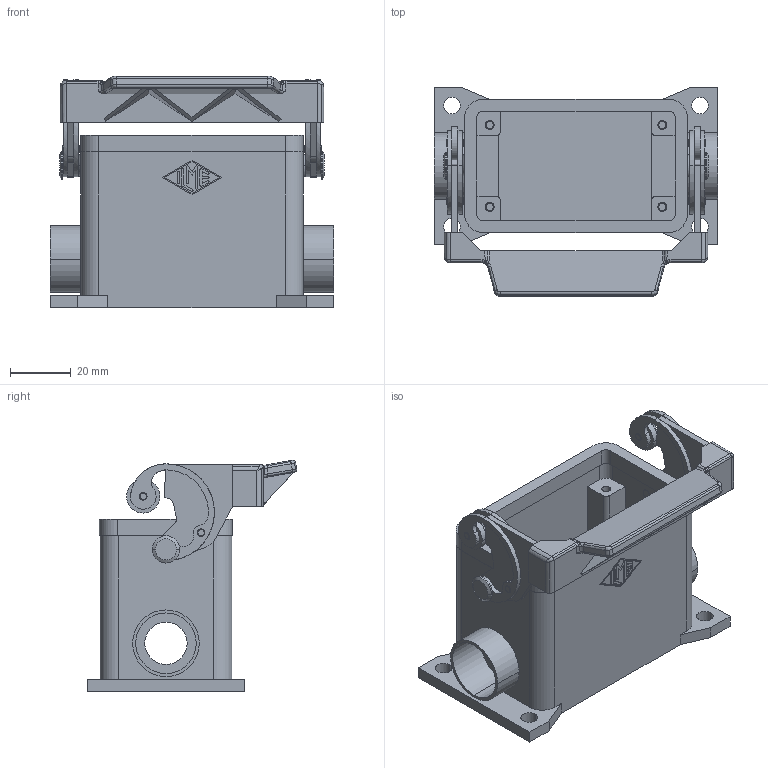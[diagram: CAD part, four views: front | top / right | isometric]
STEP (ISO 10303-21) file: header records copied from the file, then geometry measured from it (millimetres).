
FILE_DESCRIPTION((''),'2;1');
FILE_NAME('MMP 03 LS220.stp','2007-01-04T11:09:22',('gembarski'),(''),'Autodesk Inventor 7','Autodesk Inventor 7','');
FILE_SCHEMA(('AUTOMOTIVE_DESIGN { 1 0 10303 214 1 1 1 1 }'));
Length unit declared in the file: millimetre
Products named in the file (1): MMP 03 LS220
Bounding box: 93.5 x 69.2 x 76.42 mm (x, y, z)
Volume: 83265.2 mm3; surface area: 47079.9 mm2
Topology: 4 solids, 4 shells, 429 faces, 1128 edges, 734 vertices
Faces by surface type: plane 160, bspline 127, cylinder 124, torus 10, cone 4, sphere 4
Entity records: 16064 total; most frequent: CARTESIAN_POINT 5433, ORIENTED_EDGE 2244, DIRECTION 2206, EDGE_CURVE 1122, AXIS2_PLACEMENT_3D 799, VERTEX_POINT 734, VECTOR 608, LINE 608
